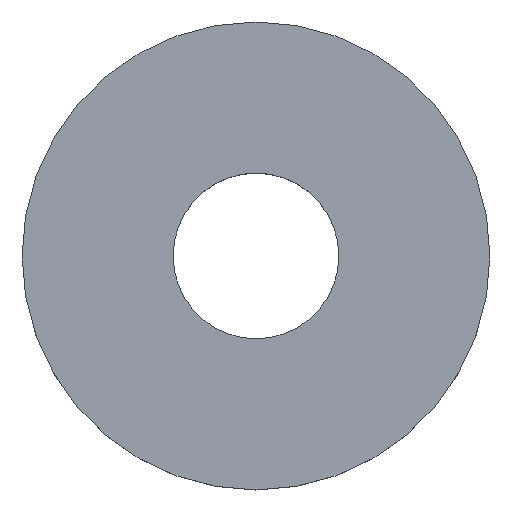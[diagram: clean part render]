
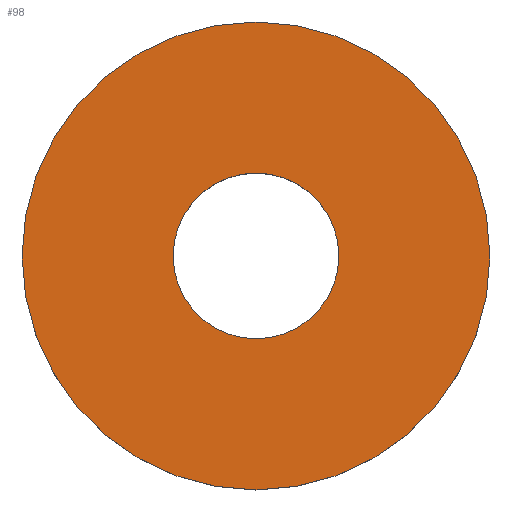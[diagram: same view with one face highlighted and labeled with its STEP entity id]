
A CAD part, top view. The second image highlights one B-rep face of the part: STEP entity #98.
In plain terms, the highlighted planar face has unit normal (0, 0, 1).
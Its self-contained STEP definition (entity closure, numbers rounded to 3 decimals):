
#60=VERTEX_POINT('',#130);
#64=EDGE_CURVE('',#84,#60,#134,.T.);
#70=VERTEX_POINT('',#141);
#84=VERTEX_POINT('',#158);
#88=EDGE_CURVE('',#96,#70,#162,.T.);
#94=EDGE_CURVE('',#70,#96,#169,.T.);
#96=VERTEX_POINT('',#171);
#98=ADVANCED_FACE('',(#173,#174),#175,.T.);
#100=EDGE_CURVE('',#60,#84,#177,.T.);
#130=CARTESIAN_POINT('',(-4.25,0.,3.0));
#134=CIRCLE('',#207,4.25);
#141=CARTESIAN_POINT('',(12.0,0.0,3.0));
#158=CARTESIAN_POINT('',(4.25,0.0,3.0));
#162=CIRCLE('',#243,12.0);
#169=CIRCLE('',#251,12.0);
#171=CARTESIAN_POINT('',(-12.0,0.,3.0));
#173=FACE_OUTER_BOUND('',#255,.T.);
#174=FACE_BOUND('',#256,.T.);
#175=PLANE('',#257);
#177=CIRCLE('',#260,4.25);
#207=AXIS2_PLACEMENT_3D('',#280,#281,#282);
#243=AXIS2_PLACEMENT_3D('',#313,#314,#315);
#251=AXIS2_PLACEMENT_3D('',#324,#325,#326);
#255=EDGE_LOOP('',(#328,#329));
#256=EDGE_LOOP('',(#330,#331));
#257=AXIS2_PLACEMENT_3D('',#332,#333,#334);
#260=AXIS2_PLACEMENT_3D('',#335,#336,#337);
#280=CARTESIAN_POINT('',(0.0,0.0,3.0));
#281=DIRECTION('',(0.0,0.0,-1.0));
#282=DIRECTION('',(1.0,0.0,0.0));
#313=CARTESIAN_POINT('',(0.0,0.0,3.0));
#314=DIRECTION('',(0.0,0.0,1.0));
#315=DIRECTION('',(1.0,0.0,0.0));
#324=CARTESIAN_POINT('',(0.0,0.0,3.0));
#325=DIRECTION('',(0.0,0.0,1.0));
#326=DIRECTION('',(1.0,0.0,0.0));
#328=ORIENTED_EDGE('',*,*,#94,.T.);
#329=ORIENTED_EDGE('',*,*,#88,.T.);
#330=ORIENTED_EDGE('',*,*,#64,.T.);
#331=ORIENTED_EDGE('',*,*,#100,.T.);
#332=CARTESIAN_POINT('',(0.0,0.0,3.0));
#333=DIRECTION('',(0.0,0.0,1.0));
#334=DIRECTION('',(1.0,0.0,0.0));
#335=CARTESIAN_POINT('',(0.0,0.0,3.0));
#336=DIRECTION('',(0.0,0.0,-1.0));
#337=DIRECTION('',(1.0,0.0,0.0));
